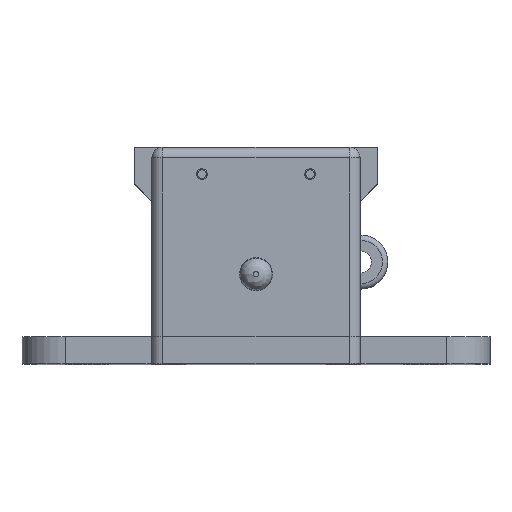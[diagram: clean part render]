
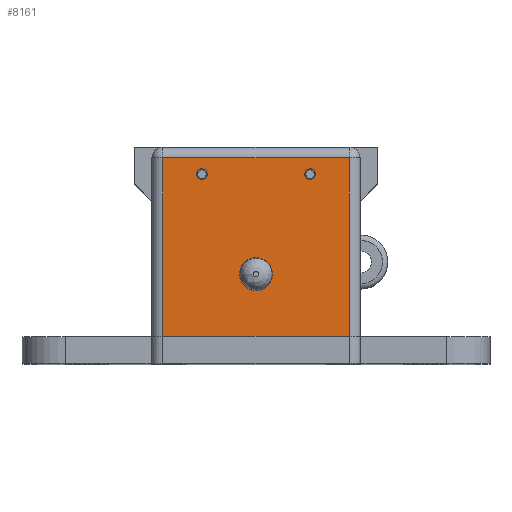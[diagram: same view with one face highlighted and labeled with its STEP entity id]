
A CAD part, top view. The second image highlights one B-rep face of the part: STEP entity #8161.
In plain terms, the highlighted planar face has unit normal (0, 0, 1).
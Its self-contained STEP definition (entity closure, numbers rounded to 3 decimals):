
#535=FACE_BOUND('',#1389,.T.);
#536=FACE_BOUND('',#1390,.T.);
#537=FACE_BOUND('',#1391,.T.);
#673=PLANE('',#9038);
#913=FACE_OUTER_BOUND('',#1388,.T.);
#1388=EDGE_LOOP('',(#6018,#6019,#6020,#6021));
#1389=EDGE_LOOP('',(#6022));
#1390=EDGE_LOOP('',(#6023));
#1391=EDGE_LOOP('',(#6024));
#1921=LINE('',#13212,#2401);
#1924=LINE('',#13230,#2404);
#1927=LINE('',#13234,#2407);
#1930=LINE('',#13242,#2410);
#2401=VECTOR('',#10516,10.);
#2404=VECTOR('',#10535,10.);
#2407=VECTOR('',#10540,10.);
#2410=VECTOR('',#10549,10.);
#2931=CIRCLE('',#9039,6.1);
#2932=CIRCLE('',#9040,2.);
#2933=CIRCLE('',#9041,2.);
#3573=VERTEX_POINT('',#13201);
#3576=VERTEX_POINT('',#13208);
#3582=VERTEX_POINT('',#13223);
#3584=VERTEX_POINT('',#13228);
#3587=VERTEX_POINT('',#13243);
#3588=VERTEX_POINT('',#13245);
#3589=VERTEX_POINT('',#13247);
#4527=EDGE_CURVE('',#3573,#3576,#1921,.T.);
#4535=EDGE_CURVE('',#3584,#3582,#1924,.T.);
#4538=EDGE_CURVE('',#3582,#3573,#1927,.T.);
#4542=EDGE_CURVE('',#3584,#3576,#1930,.T.);
#4543=EDGE_CURVE('',#3587,#3587,#2931,.T.);
#4544=EDGE_CURVE('',#3588,#3588,#2932,.T.);
#4545=EDGE_CURVE('',#3589,#3589,#2933,.T.);
#6018=ORIENTED_EDGE('',*,*,#4527,.F.);
#6019=ORIENTED_EDGE('',*,*,#4538,.F.);
#6020=ORIENTED_EDGE('',*,*,#4535,.F.);
#6021=ORIENTED_EDGE('',*,*,#4542,.T.);
#6022=ORIENTED_EDGE('',*,*,#4543,.T.);
#6023=ORIENTED_EDGE('',*,*,#4544,.T.);
#6024=ORIENTED_EDGE('',*,*,#4545,.T.);
#8161=ADVANCED_FACE('',(#913,#535,#536,#537),#673,.T.);
#9038=AXIS2_PLACEMENT_3D('',#13241,#10547,#10548);
#9039=AXIS2_PLACEMENT_3D('',#13244,#10550,#10551);
#9040=AXIS2_PLACEMENT_3D('',#13246,#10552,#10553);
#9041=AXIS2_PLACEMENT_3D('',#13248,#10554,#10555);
#10516=DIRECTION('',(0.,-1.,0.));
#10535=DIRECTION('',(0.,1.,0.));
#10540=DIRECTION('',(1.,0.,0.));
#10547=DIRECTION('center_axis',(0.,0.,1.));
#10548=DIRECTION('ref_axis',(1.,0.,0.));
#10549=DIRECTION('',(1.,0.,0.));
#10550=DIRECTION('center_axis',(0.,0.,-1.));
#10551=DIRECTION('ref_axis',(1.,0.,0.));
#10552=DIRECTION('center_axis',(0.,0.,-1.));
#10553=DIRECTION('ref_axis',(-1.,0.,0.));
#10554=DIRECTION('center_axis',(0.,0.,-1.));
#10555=DIRECTION('ref_axis',(-1.,0.,0.));
#13201=CARTESIAN_POINT('',(34.5,76.,150.));
#13208=CARTESIAN_POINT('',(34.5,10.,150.));
#13212=CARTESIAN_POINT('',(34.5,10.,150.));
#13223=CARTESIAN_POINT('',(-34.5,76.,150.));
#13228=CARTESIAN_POINT('',(-34.5,10.,150.));
#13230=CARTESIAN_POINT('',(-34.5,10.,150.));
#13234=CARTESIAN_POINT('',(-19.25,76.,150.));
#13241=CARTESIAN_POINT('Origin',(-38.5,10.,150.));
#13242=CARTESIAN_POINT('',(-38.5,10.,150.));
#13243=CARTESIAN_POINT('',(-6.1,33.,150.));
#13244=CARTESIAN_POINT('Origin',(0.,33.,150.));
#13245=CARTESIAN_POINT('',(22.,70.,150.));
#13246=CARTESIAN_POINT('Origin',(20.,70.,150.));
#13247=CARTESIAN_POINT('',(-18.,70.,150.));
#13248=CARTESIAN_POINT('Origin',(-20.,70.,150.));
